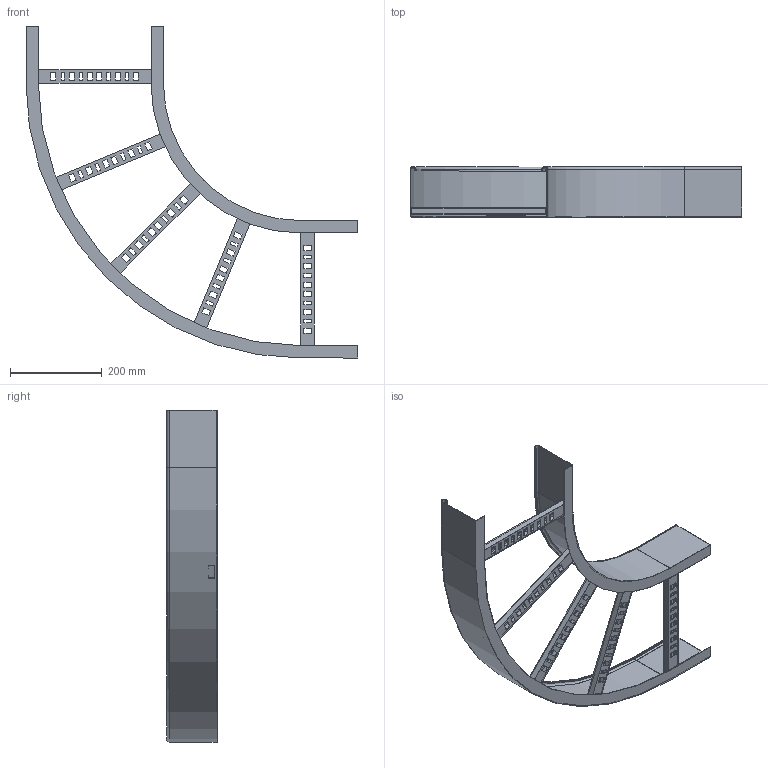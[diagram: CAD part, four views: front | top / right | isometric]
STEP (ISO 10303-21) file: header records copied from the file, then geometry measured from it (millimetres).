
FILE_DESCRIPTION (( 'STEP AP214' ), '1' );
FILE_NAME ('6225124.stp', '2017-03-22T10:35:51', ( '' ), ( '' ), 'SwSTEP 2.0', 'SolidWorks 2016', '' );
FILE_SCHEMA (( 'AUTOMOTIVE_DESIGN' ));
Length unit declared in the file: millimetre
Products named in the file (4): 079986_L=0292; 086324_Auáenholm 110xR600; 086304_Innenholm 110xR300; 6225124
Assembly tree (7 placements, depth 2):
  6225124
    086304_Innenholm 110xR300
    086324_Auáenholm 110xR600
    079986_L=0292  x5
Bounding box: 725 x 110 x 725 mm (x, y, z)
Volume: 562794.1 mm3; surface area: 766297.3 mm2
Topology: 7 solids, 7 shells, 422 faces, 1184 edges, 776 vertices
Faces by surface type: plane 400, cylinder 18, torus 4
Entity records: 4454 total; most frequent: CARTESIAN_POINT 752, ORIENTED_EDGE 736, DIRECTION 708, EDGE_CURVE 368, VECTOR 332, LINE 332, VERTEX_POINT 232, AXIS2_PLACEMENT_3D 188
